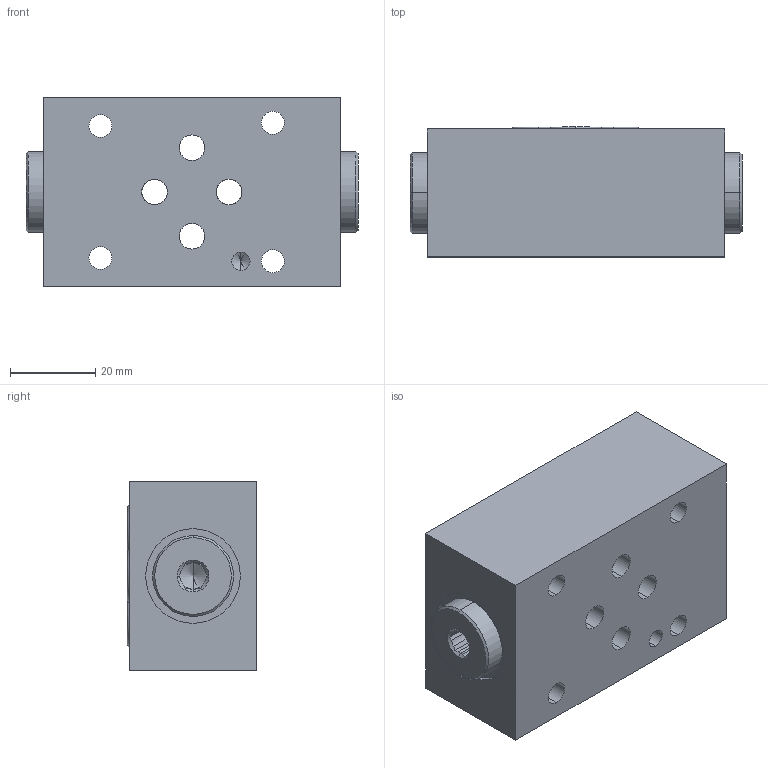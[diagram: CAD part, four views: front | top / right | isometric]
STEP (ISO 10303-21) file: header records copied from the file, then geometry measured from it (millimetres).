
FILE_DESCRIPTION (( 'STEP AP203' ), '1' );
FILE_NAME ('MH03AGC-G02-G02-A04.STEP', '2025-01-09T06:40:58', ( 'user' ), ( '' ), 'SwSTEP 2.0', 'SolidWorks 2018', '' );
FILE_SCHEMA (( 'CONFIG_CONTROL_DESIGN' ));
Length unit declared in the file: millimetre
Products named in the file (6): 4KAA012AA001; MH03AGC-G02-G02-A04; 4KE161101A001; 6EC03040AGCXXA001; 7DBG02A001; 6DBG02A001
Assembly tree (9 placements, depth 3):
  MH03AGC-G02-G02-A04
    4KAA012AA001  x4
    6EC03040AGCXXA001
    7DBG02A001  x2
      4KE161101A001
      6DBG02A001
Bounding box: 78 x 30.48 x 44.5 mm (x, y, z)
Volume: 87410 mm3; surface area: 23562.5 mm2
Topology: 9 solids, 9 shells, 551 faces, 1480 edges, 956 vertices
Faces by surface type: cylinder 247, plane 195, bspline 51, cone 42, torus 16
Entity records: 19486 total; most frequent: CARTESIAN_POINT 6759, ORIENTED_EDGE 2578, DIRECTION 2454, EDGE_CURVE 1289, AXIS2_PLACEMENT_3D 881, VERTEX_POINT 844, LINE 692, VECTOR 692
